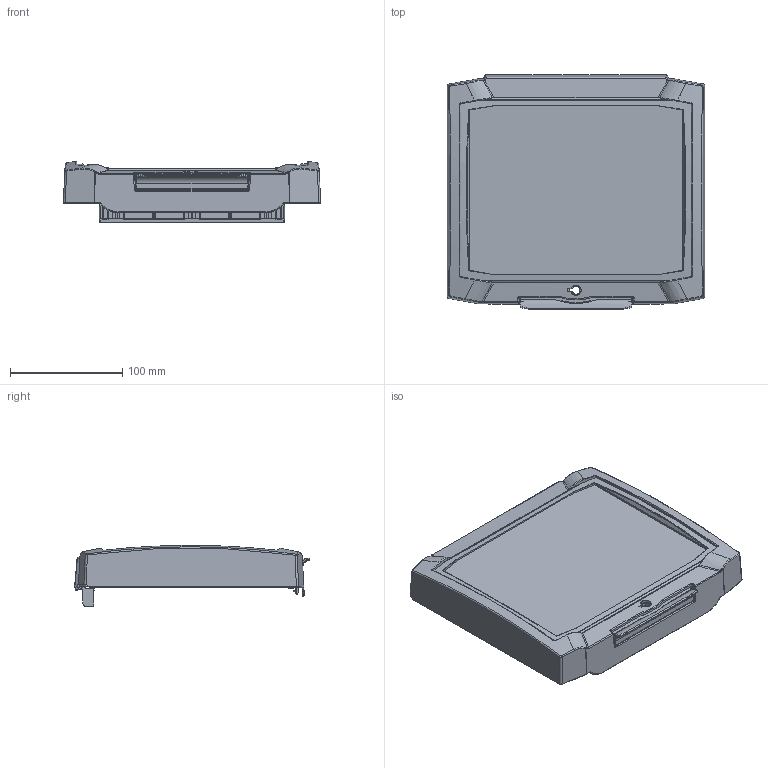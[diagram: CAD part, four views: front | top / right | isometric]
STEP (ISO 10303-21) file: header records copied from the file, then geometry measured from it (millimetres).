
FILE_DESCRIPTION(/* description */ (''),/* implementation_level */ '2;1');
FILE_NAME(/* name */ '2604128_3D.stp',/* time_stamp */ '2018-07-09T10:48:26+02:00',/* author */ ('haertel'),/* organization */ (''),/* preprocessor_version */ 'ST-DEVELOPER v16.13',/* originating_system */ 'Autodesk Inventor 2018',/* authorisation */ '');
FILE_SCHEMA (('AUTOMOTIVE_DESIGN { 1 0 10303 214 3 1 1 }'));
Products named in the file (5): 2604128_3D; 1011386_3D-test-2; 1009412_3Dsym; 1008969_3Dsym; 1008973_3Dsym
Assembly tree (4 placements, depth 2):
  2604128_3D
    1011386_3D-test-2
    1009412_3Dsym
    1008969_3Dsym
    1008973_3Dsym
Bounding box: 229 x 208.65 x 54.45 mm (x, y, z)
Volume: 300653.6 mm3; surface area: 243413.8 mm2
Topology: 4 solids, 4 shells, 1747 faces, 4671 edges, 2910 vertices
Faces by surface type: plane 862, cylinder 437, bspline 299, sphere 94, cone 41, torus 14
Full cylindrical faces by diameter (mm): 2 x2, 2.15 x8
Entity records: 84424 total; most frequent: CARTESIAN_POINT 41795, ORIENTED_EDGE 9162, DIRECTION 8538, EDGE_CURVE 4581, AXIS2_PLACEMENT_3D 2920, VERTEX_POINT 2890, LINE 2698, VECTOR 2698
